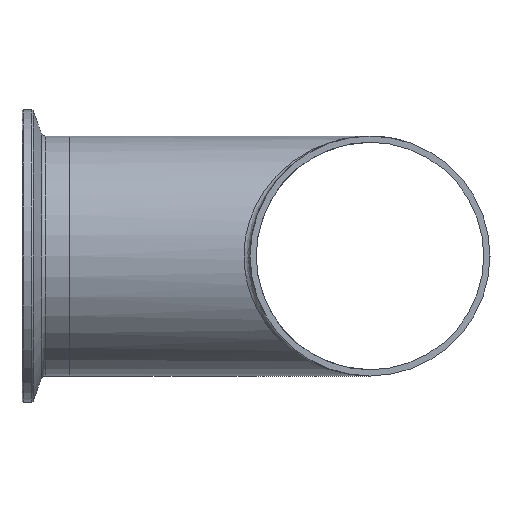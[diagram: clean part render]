
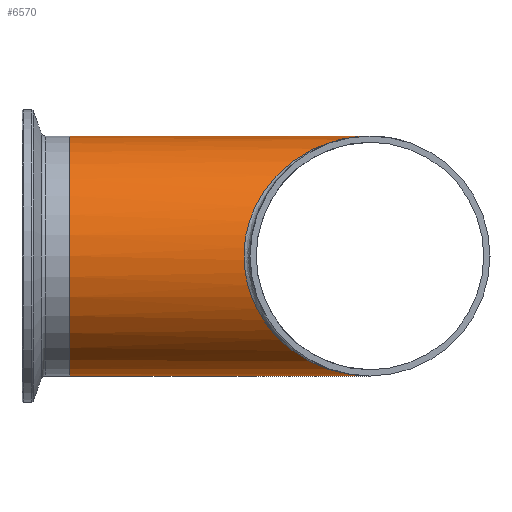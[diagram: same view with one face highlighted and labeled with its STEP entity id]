
A CAD part, left-side view. The second image highlights one B-rep face of the part: STEP entity #6570.
In plain terms, the highlighted cylindrical face has radius 31.75 mm (diameter 63.5 mm), a full revolution.
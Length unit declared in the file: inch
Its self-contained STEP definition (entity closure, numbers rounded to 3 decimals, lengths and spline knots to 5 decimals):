
#85=ELLIPSE('',#6964,1.8125,1.25);
#86=ELLIPSE('',#6965,1.8125,1.25);
#147=FACE_BOUND('',#1248,.T.);
#828=FACE_OUTER_BOUND('',#1247,.T.);
#1247=EDGE_LOOP('',(#6097,#6098));
#1248=EDGE_LOOP('',(#6099));
#2272=CIRCLE('',#6963,1.25);
#3214=VERTEX_POINT('',#14159);
#3215=VERTEX_POINT('',#14160);
#3234=VERTEX_POINT('',#14221);
#4189=EDGE_CURVE('',#3234,#3234,#2272,.T.);
#4190=EDGE_CURVE('',#3215,#3214,#85,.T.);
#4191=EDGE_CURVE('',#3214,#3215,#86,.T.);
#6097=ORIENTED_EDGE('',*,*,#4191,.F.);
#6098=ORIENTED_EDGE('',*,*,#4190,.F.);
#6099=ORIENTED_EDGE('',*,*,#4189,.T.);
#6147=CYLINDRICAL_SURFACE('',#6973,1.25);
#6570=ADVANCED_FACE('',(#828,#147),#6147,.T.);
#6963=AXIS2_PLACEMENT_3D('',#14222,#8195,#8196);
#6964=AXIS2_PLACEMENT_3D('',#14273,#8197,#8198);
#6965=AXIS2_PLACEMENT_3D('',#14324,#8199,#8200);
#6973=AXIS2_PLACEMENT_3D('',#14337,#8215,#8216);
#8195=DIRECTION('center_axis',(0.,-1.,0.));
#8196=DIRECTION('ref_axis',(1.,0.,0.));
#8197=DIRECTION('center_axis',(-0.724,-0.69,0.));
#8198=DIRECTION('ref_axis',(-0.69,0.724,0.));
#8199=DIRECTION('center_axis',(0.724,-0.69,0.));
#8200=DIRECTION('ref_axis',(0.69,0.724,0.));
#8215=DIRECTION('center_axis',(0.,-1.,0.));
#8216=DIRECTION('ref_axis',(1.,0.,0.));
#14159=CARTESIAN_POINT('',(0.,0.,-1.25));
#14160=CARTESIAN_POINT('',(0.,0.,1.25));
#14221=CARTESIAN_POINT('',(-1.25,3.125,0.));
#14222=CARTESIAN_POINT('Origin',(0.,3.125,0.));
#14273=CARTESIAN_POINT('Origin',(0.,0.,0.));
#14324=CARTESIAN_POINT('Origin',(0.,0.,0.));
#14337=CARTESIAN_POINT('Origin',(0.,3.125,0.));
